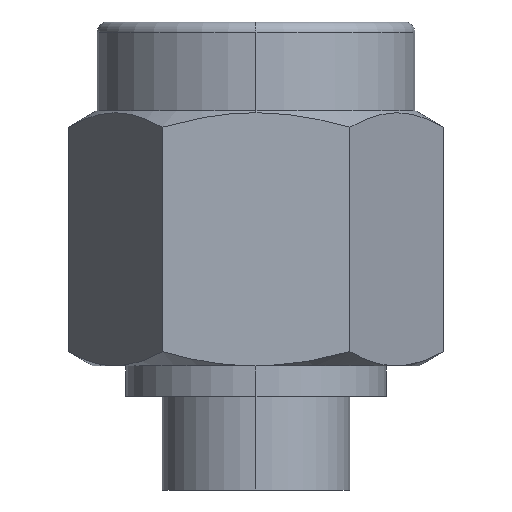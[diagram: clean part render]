
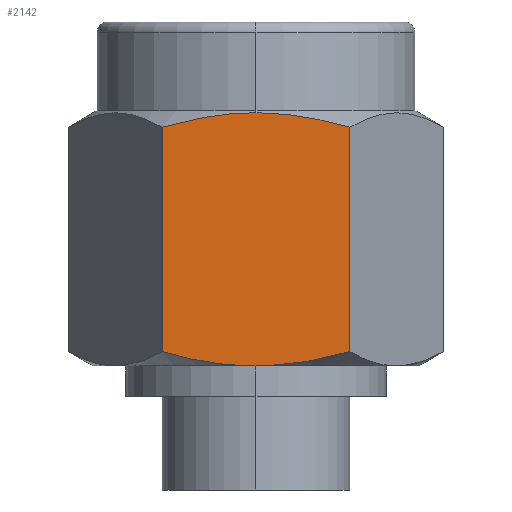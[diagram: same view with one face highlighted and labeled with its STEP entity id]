
A CAD part, left-side view. The second image highlights one B-rep face of the part: STEP entity #2142.
In plain terms, the highlighted planar face has unit normal (-1, 0, 0).
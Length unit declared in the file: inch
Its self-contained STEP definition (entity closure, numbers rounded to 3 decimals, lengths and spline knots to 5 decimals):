
#7 = CARTESIAN_POINT ( 'NONE',  ( -0.156, -0.03034, 0.03567 ) ) ;
#26 = DIRECTION ( 'NONE',  ( -1., 0., 0. ) ) ;
#68 = VERTEX_POINT ( 'NONE', #2404 ) ;
#93 = LINE ( 'NONE', #2211, #1545 ) ;
#105 = B_SPLINE_CURVE_WITH_KNOTS ( 'NONE', 3,
 ( #875, #2003, #1237, #120, #1436, #310 ),
 .UNSPECIFIED., .F., .F.,
 ( 4, 2, 4 ),
 ( 0.00169, 0.00284, 0.004 ),
 .UNSPECIFIED. ) ;
#120 = CARTESIAN_POINT ( 'NONE',  ( -0.156, 0.03066, 0.03564 ) ) ;
#186 = CARTESIAN_POINT ( 'NONE',  ( -0.156, -0.01522, 0.03698 ) ) ;
#223 = ORIENTED_EDGE ( 'NONE', *, *, #1173, .F. ) ;
#275 = LINE ( 'NONE', #1194, #1673 ) ;
#310 = CARTESIAN_POINT ( 'NONE',  ( -0.156, 0., 0.03698 ) ) ;
#316 = DIRECTION ( 'NONE',  ( 0., 1., 0. ) ) ;
#332 = EDGE_CURVE ( 'NONE', #988, #801, #93, .T. ) ;
#360 = CARTESIAN_POINT ( 'NONE',  ( -0.156, 0.02249, -0.20555 ) ) ;
#429 = ORIENTED_EDGE ( 'NONE', *, *, #1873, .F. ) ;
#449 = B_SPLINE_CURVE_WITH_KNOTS ( 'NONE', 3,
 ( #1211, #2281, #1706, #2262, #2388, #1326 ),
 .UNSPECIFIED., .F., .F.,
 ( 4, 2, 4 ),
 ( 0.00295, 0.004, 0.00504 ),
 .UNSPECIFIED. ) ;
#591 = ORIENTED_EDGE ( 'NONE', *, *, #332, .F. ) ;
#727 = LINE ( 'NONE', #1431, #1660 ) ;
#736 = CARTESIAN_POINT ( 'NONE',  ( -0.156, 0.09007, 0.02305 ) ) ;
#758 = CARTESIAN_POINT ( 'NONE',  ( -0.156, 0.03621, -0.20406 ) ) ;
#801 = VERTEX_POINT ( 'NONE', #736 ) ;
#875 = CARTESIAN_POINT ( 'NONE',  ( -0.156, 0.09007, 0.02305 ) ) ;
#938 = CARTESIAN_POINT ( 'NONE',  ( -0.156, 0.07689, -0.19601 ) ) ;
#945 = EDGE_CURVE ( 'NONE', #1823, #1622, #275, .T. ) ;
#947 = CARTESIAN_POINT ( 'NONE',  ( -0.156, 0.00883, -0.206 ) ) ;
#988 = VERTEX_POINT ( 'NONE', #2093 ) ;
#1002 = DIRECTION ( 'NONE',  ( 0., 0., 1. ) ) ;
#1007 = EDGE_CURVE ( 'NONE', #1823, #1364, #449, .T. ) ;
#1074 = VERTEX_POINT ( 'NONE', #947 ) ;
#1115 = CARTESIAN_POINT ( 'NONE',  ( -0.156, -0.09007, 0.02305 ) ) ;
#1145 = CARTESIAN_POINT ( 'NONE',  ( -0.156, -0.09007, 0.12705 ) ) ;
#1149 = FACE_OUTER_BOUND ( 'NONE', #1964, .T. ) ;
#1172 = CARTESIAN_POINT ( 'NONE',  ( -0.156, -0.09007, 0.02305 ) ) ;
#1173 = EDGE_CURVE ( 'NONE', #68, #1622, #1809, .T. ) ;
#1194 = CARTESIAN_POINT ( 'NONE',  ( -0.156, -0.09007, -0.34015 ) ) ;
#1211 = CARTESIAN_POINT ( 'NONE',  ( -0.156, -0.09007, -0.19221 ) ) ;
#1237 = CARTESIAN_POINT ( 'NONE',  ( -0.156, 0.06075, 0.03075 ) ) ;
#1316 = ORIENTED_EDGE ( 'NONE', *, *, #945, .T. ) ;
#1326 = CARTESIAN_POINT ( 'NONE',  ( -0.156, -0.00883, -0.206 ) ) ;
#1339 = DIRECTION ( 'NONE',  ( 0., 0., 1. ) ) ;
#1364 = VERTEX_POINT ( 'NONE', #1897 ) ;
#1431 = CARTESIAN_POINT ( 'NONE',  ( -0.156, -0.09007, -0.206 ) ) ;
#1436 = CARTESIAN_POINT ( 'NONE',  ( -0.156, 0.01523, 0.03698 ) ) ;
#1504 = B_SPLINE_CURVE_WITH_KNOTS ( 'NONE', 3,
 ( #1687, #360, #758, #2060, #938, #2246 ),
 .UNSPECIFIED., .F., .F.,
 ( 4, 2, 4 ),
 ( 0.0055, 0.00654, 0.00759 ),
 .UNSPECIFIED. ) ;
#1516 = CARTESIAN_POINT ( 'NONE',  ( -0.156, -0.06042, 0.03082 ) ) ;
#1531 = PLANE ( 'NONE',  #1672 ) ;
#1545 = VECTOR ( 'NONE', #1002, 39.37008 ) ;
#1622 = VERTEX_POINT ( 'NONE', #1172 ) ;
#1660 = VECTOR ( 'NONE', #316, 39.37008 ) ;
#1672 = AXIS2_PLACEMENT_3D ( 'NONE', #1145, #26, #1339 ) ;
#1673 = VECTOR ( 'NONE', #2086, 39.37008 ) ;
#1687 = CARTESIAN_POINT ( 'NONE',  ( -0.156, 0.00883, -0.206 ) ) ;
#1706 = CARTESIAN_POINT ( 'NONE',  ( -0.156, -0.06333, -0.19929 ) ) ;
#1807 = CARTESIAN_POINT ( 'NONE',  ( -0.156, -0.09007, -0.19221 ) ) ;
#1809 = B_SPLINE_CURVE_WITH_KNOTS ( 'NONE', 3,
 ( #2247, #186, #7, #1516, #2293, #1115 ),
 .UNSPECIFIED., .F., .F.,
 ( 4, 2, 4 ),
 ( 0.004, 0.00515, 0.0063 ),
 .UNSPECIFIED. ) ;
#1823 = VERTEX_POINT ( 'NONE', #1807 ) ;
#1873 = EDGE_CURVE ( 'NONE', #801, #68, #105, .T. ) ;
#1897 = CARTESIAN_POINT ( 'NONE',  ( -0.156, -0.00883, -0.206 ) ) ;
#1964 = EDGE_LOOP ( 'NONE', ( #1316, #223, #429, #591, #2050, #2019, #1992 ) ) ;
#1992 = ORIENTED_EDGE ( 'NONE', *, *, #1007, .F. ) ;
#2003 = CARTESIAN_POINT ( 'NONE',  ( -0.156, 0.0755, 0.02725 ) ) ;
#2012 = EDGE_CURVE ( 'NONE', #1074, #988, #1504, .T. ) ;
#2019 = ORIENTED_EDGE ( 'NONE', *, *, #2374, .F. ) ;
#2050 = ORIENTED_EDGE ( 'NONE', *, *, #2012, .F. ) ;
#2060 = CARTESIAN_POINT ( 'NONE',  ( -0.156, 0.06352, -0.19925 ) ) ;
#2086 = DIRECTION ( 'NONE',  ( 0., 0., 1. ) ) ;
#2093 = CARTESIAN_POINT ( 'NONE',  ( -0.156, 0.09007, -0.19221 ) ) ;
#2142 = ADVANCED_FACE ( 'NONE', ( #1149 ), #1531, .T. ) ;
#2211 = CARTESIAN_POINT ( 'NONE',  ( -0.156, 0.09007, -0.34015 ) ) ;
#2246 = CARTESIAN_POINT ( 'NONE',  ( -0.156, 0.09007, -0.19221 ) ) ;
#2247 = CARTESIAN_POINT ( 'NONE',  ( -0.156, 0., 0.03698 ) ) ;
#2262 = CARTESIAN_POINT ( 'NONE',  ( -0.156, -0.03611, -0.20407 ) ) ;
#2281 = CARTESIAN_POINT ( 'NONE',  ( -0.156, -0.07684, -0.19603 ) ) ;
#2293 = CARTESIAN_POINT ( 'NONE',  ( -0.156, -0.07542, 0.02727 ) ) ;
#2374 = EDGE_CURVE ( 'NONE', #1364, #1074, #727, .T. ) ;
#2388 = CARTESIAN_POINT ( 'NONE',  ( -0.156, -0.02248, -0.20555 ) ) ;
#2404 = CARTESIAN_POINT ( 'NONE',  ( -0.156, 0., 0.03698 ) ) ;
